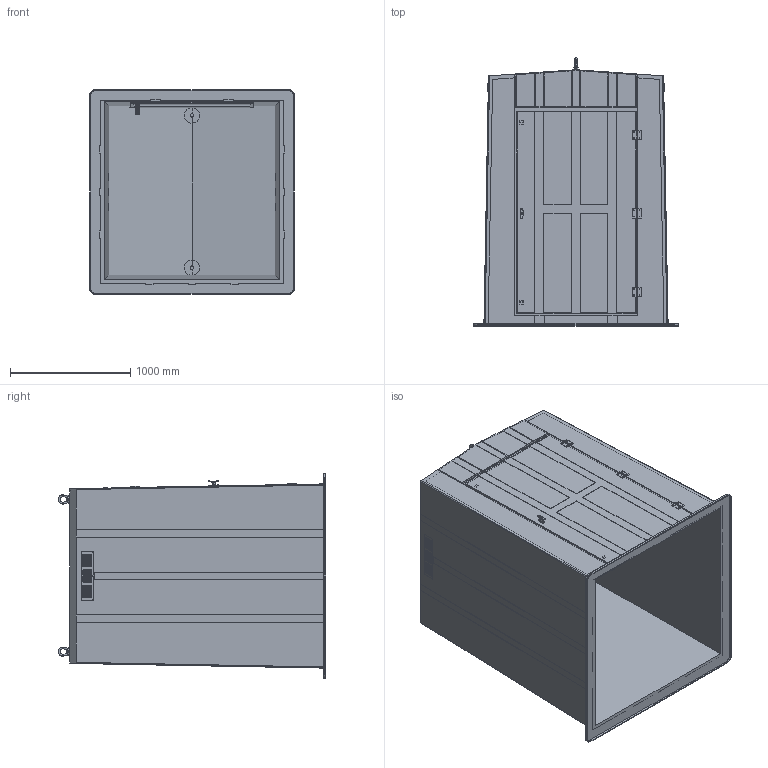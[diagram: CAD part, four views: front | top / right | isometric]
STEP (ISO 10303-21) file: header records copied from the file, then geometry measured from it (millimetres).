
FILE_DESCRIPTION (( 'STEP AP214' ), '1' );
FILE_NAME ('M300.STEP', '2020-10-02T11:37:21', ( '' ), ( '' ), 'SwSTEP 2.0', 'SolidWorks 2020', '' );
FILE_SCHEMA (( 'AUTOMOTIVE_DESIGN' ));
Length unit declared in the file: inch
Products named in the file (1): M300
Bounding box: 1701.8 x 2225.68 x 1701.8 mm (x, y, z)
Volume: 382608627.5 mm3; surface area: 31447512.1 mm2
Topology: 32 solids, 32 shells, 2453 faces, 6627 edges, 4241 vertices
Faces by surface type: cylinder 886, plane 736, bspline 277, torus 238, sphere 226, cone 90
Entity records: 136383 total; most frequent: CARTESIAN_POINT 46015, ORIENTED_EDGE 13230, DIRECTION 11285, EDGE_CURVE 6615, AXIS2_PLACEMENT_3D 4438, VERTEX_POINT 4241, EDGE_LOOP 2690, UNCERTAINTY_MEASURE_WITH_UNIT 2487
